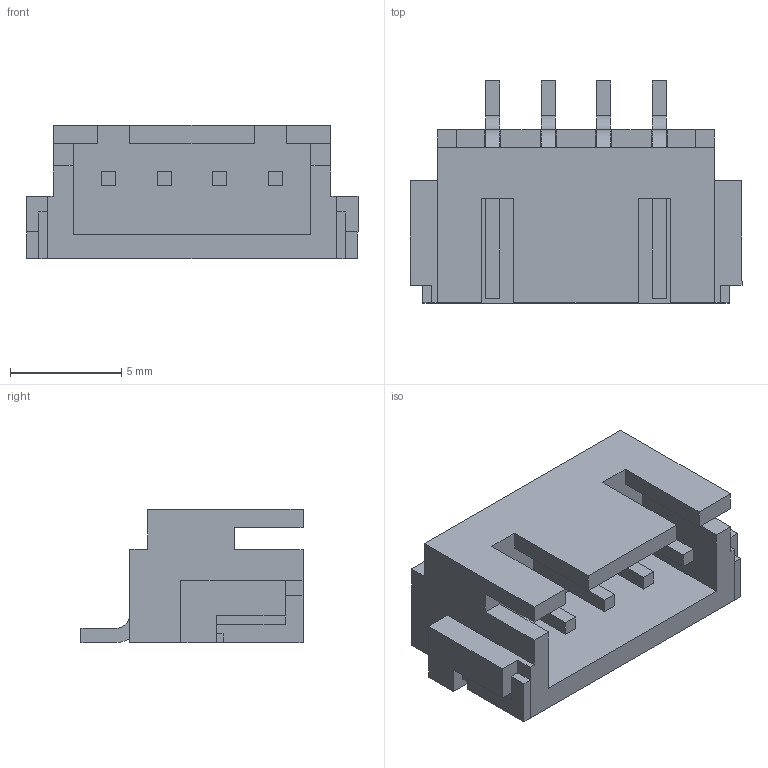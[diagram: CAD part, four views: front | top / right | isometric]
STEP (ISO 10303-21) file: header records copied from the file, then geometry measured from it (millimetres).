
FILE_DESCRIPTION(/* description */ ('STEP AP214'),/* implementation_level */ '2;1');
FILE_NAME(/* name */ 'JST - S4B-XH-SM4-TB.step',/* time_stamp */ '2025-08-29T04:42:56+01:00',/* author */ (''),/* organization */ (''),/* preprocessor_version */ 'ST-DEVELOPER v20.1',/* originating_system */ 'Autodesk Translation Framework v14.10.0.0',/* authorisation */ '');
FILE_SCHEMA (('AUTOMOTIVE_DESIGN { 1 0 10303 214 3 1 1 }'));
Length unit declared in the file: millimetre
Products named in the file (1): S4B-XH-SM4
Bounding box: 14.95 x 10 x 6 mm (x, y, z)
Volume: 361.3 mm3; surface area: 730.3 mm2
Topology: 1 solids, 1 shells, 154 faces, 422 edges, 278 vertices
Faces by surface type: plane 138, cylinder 16
Entity records: 4927 total; most frequent: CARTESIAN_POINT 855, ORIENTED_EDGE 844, DIRECTION 764, EDGE_CURVE 422, LINE 390, VECTOR 390, VERTEX_POINT 278, AXIS2_PLACEMENT_3D 187
